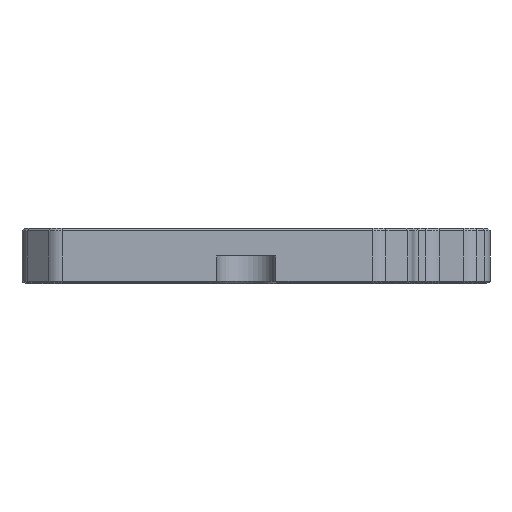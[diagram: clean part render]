
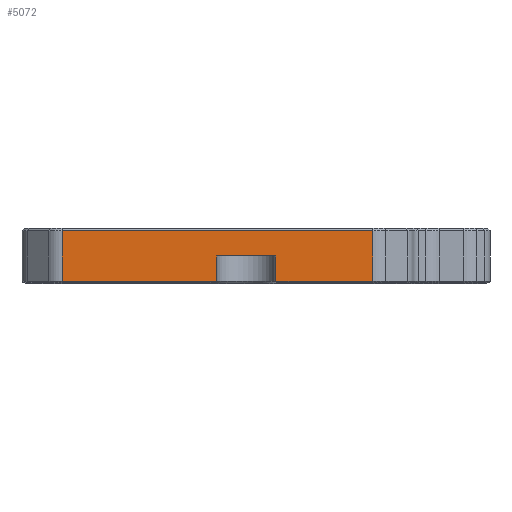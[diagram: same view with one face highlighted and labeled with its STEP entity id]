
A CAD part, front view. The second image highlights one B-rep face of the part: STEP entity #5072.
In plain terms, the highlighted planar face has unit normal (0, -1, 0).
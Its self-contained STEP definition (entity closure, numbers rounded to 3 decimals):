
#649=FACE_OUTER_BOUND('',#985,.T.);
#985=EDGE_LOOP('',(#4395,#4396,#4397,#4398,#4399,#4400,#4401,#4402));
#1212=LINE('',#7727,#1723);
#1401=LINE('',#8344,#1912);
#1412=LINE('',#8374,#1923);
#1418=LINE('',#8386,#1929);
#1482=LINE('',#8550,#1993);
#1483=LINE('',#8552,#1994);
#1484=LINE('',#8553,#1995);
#1485=LINE('',#8554,#1996);
#1723=VECTOR('',#6119,1000.);
#1912=VECTOR('',#6698,1000.);
#1923=VECTOR('',#6729,1000.);
#1929=VECTOR('',#6743,1000.);
#1993=VECTOR('',#6955,1000.);
#1994=VECTOR('',#6958,1000.);
#1995=VECTOR('',#6959,1000.);
#1996=VECTOR('',#6960,1000.);
#2184=VERTEX_POINT('',#7601);
#2214=VERTEX_POINT('',#7721);
#2215=VERTEX_POINT('',#7725);
#2425=VERTEX_POINT('',#8341);
#2426=VERTEX_POINT('',#8343);
#2434=VERTEX_POINT('',#8371);
#2435=VERTEX_POINT('',#8373);
#2437=VERTEX_POINT('',#8381);
#2719=EDGE_CURVE('',#2214,#2215,#1212,.T.);
#3021=EDGE_CURVE('',#2426,#2425,#1401,.T.);
#3036=EDGE_CURVE('',#2434,#2435,#1412,.T.);
#3043=EDGE_CURVE('',#2435,#2215,#1418,.T.);
#3122=EDGE_CURVE('',#2184,#2426,#1482,.T.);
#3123=EDGE_CURVE('',#2214,#2425,#1483,.T.);
#3124=EDGE_CURVE('',#2434,#2437,#1484,.T.);
#3125=EDGE_CURVE('',#2437,#2184,#1485,.T.);
#4395=ORIENTED_EDGE('',*,*,#3122,.T.);
#4396=ORIENTED_EDGE('',*,*,#3021,.T.);
#4397=ORIENTED_EDGE('',*,*,#3123,.F.);
#4398=ORIENTED_EDGE('',*,*,#2719,.T.);
#4399=ORIENTED_EDGE('',*,*,#3043,.F.);
#4400=ORIENTED_EDGE('',*,*,#3036,.F.);
#4401=ORIENTED_EDGE('',*,*,#3124,.T.);
#4402=ORIENTED_EDGE('',*,*,#3125,.T.);
#4795=PLANE('',#5583);
#5072=ADVANCED_FACE('',(#649),#4795,.F.);
#5583=AXIS2_PLACEMENT_3D('',#8551,#6956,#6957);
#6119=DIRECTION('',(1.,0.,0.));
#6698=DIRECTION('',(-1.,0.,0.));
#6729=DIRECTION('',(-1.,0.,0.));
#6743=DIRECTION('',(0.,0.,-1.));
#6955=DIRECTION('',(0.,0.,1.));
#6956=DIRECTION('center_axis',(0.,1.,0.));
#6957=DIRECTION('ref_axis',(1.,0.,0.));
#6958=DIRECTION('',(0.,0.,1.));
#6959=DIRECTION('',(0.,0.,-1.));
#6960=DIRECTION('',(1.,0.,0.));
#7601=CARTESIAN_POINT('',(38.033,0.251,0.25));
#7721=CARTESIAN_POINT('',(4.425,0.251,0.25));
#7725=CARTESIAN_POINT('',(21.15,0.251,0.25));
#7727=CARTESIAN_POINT('',(21.15,0.251,0.25));
#8341=CARTESIAN_POINT('',(4.425,0.251,5.75));
#8343=CARTESIAN_POINT('',(38.033,0.251,5.75));
#8344=CARTESIAN_POINT('',(38.033,0.251,5.75));
#8371=CARTESIAN_POINT('',(27.547,0.251,3.));
#8373=CARTESIAN_POINT('',(21.15,0.251,3.));
#8374=CARTESIAN_POINT('',(27.547,0.251,3.));
#8381=CARTESIAN_POINT('',(27.547,0.251,0.25));
#8386=CARTESIAN_POINT('',(21.15,0.251,3.));
#8550=CARTESIAN_POINT('',(38.033,0.251,0.));
#8551=CARTESIAN_POINT('Origin',(38.033,0.251,0.));
#8552=CARTESIAN_POINT('',(4.425,0.251,0.));
#8553=CARTESIAN_POINT('',(27.547,0.251,3.));
#8554=CARTESIAN_POINT('',(38.033,0.251,0.25));
